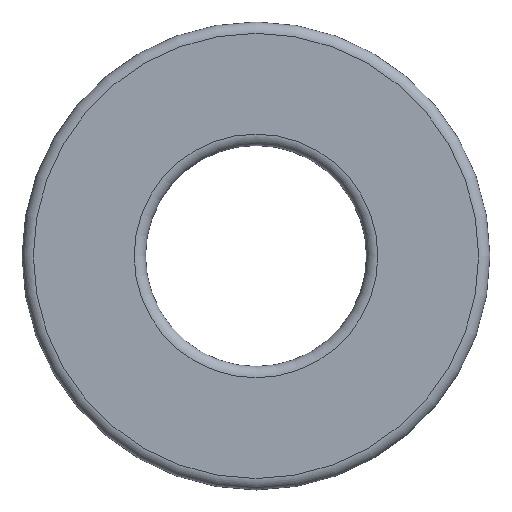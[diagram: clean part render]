
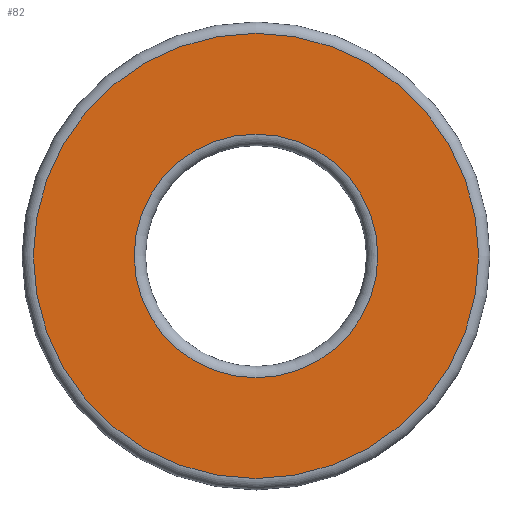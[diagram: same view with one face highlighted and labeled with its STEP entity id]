
A CAD part, top view. The second image highlights one B-rep face of the part: STEP entity #82.
In plain terms, the highlighted planar face has unit normal (0, 0, 1).
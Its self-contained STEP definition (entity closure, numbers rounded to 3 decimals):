
#22=PLANE('',#105);
#28=ORIENTED_EDGE('',*,*,#40,.T.);
#29=ORIENTED_EDGE('',*,*,#41,.T.);
#40=EDGE_CURVE('',#46,#46,#52,.T.);
#41=EDGE_CURVE('',#47,#47,#53,.F.);
#46=VERTEX_POINT('',#150);
#47=VERTEX_POINT('',#152);
#52=CIRCLE('',#106,2.343);
#53=CIRCLE('',#107,4.282);
#58=EDGE_LOOP('',(#28));
#59=EDGE_LOOP('',(#29));
#70=FACE_BOUND('',#58,.T.);
#71=FACE_BOUND('',#59,.T.);
#82=ADVANCED_FACE('',(#70,#71),#22,.F.);
#105=AXIS2_PLACEMENT_3D('',#148,#125,#126);
#106=AXIS2_PLACEMENT_3D('',#149,#127,#128);
#107=AXIS2_PLACEMENT_3D('',#151,#129,#130);
#125=DIRECTION('',(0.,0.,-1.));
#126=DIRECTION('',(-1.,0.,0.));
#127=DIRECTION('',(0.,0.,-1.));
#128=DIRECTION('',(-1.,0.,0.));
#129=DIRECTION('',(0.,0.,-1.));
#130=DIRECTION('',(-1.,0.,0.));
#148=CARTESIAN_POINT('',(0.,0.,0.9));
#149=CARTESIAN_POINT('',(0.,0.,0.9));
#150=CARTESIAN_POINT('',(-2.343,0.,0.9));
#151=CARTESIAN_POINT('',(0.,0.,0.9));
#152=CARTESIAN_POINT('',(-4.282,0.,0.9));
